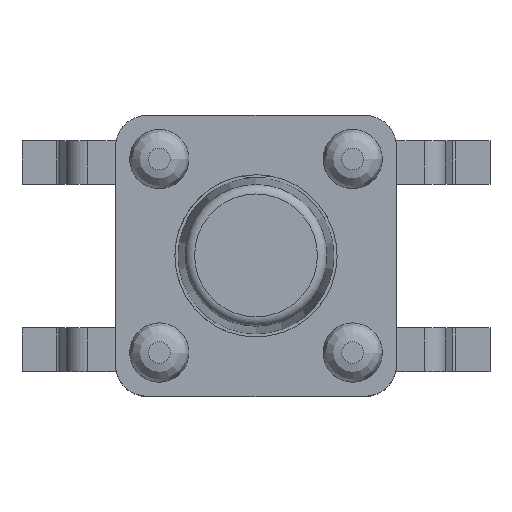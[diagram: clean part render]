
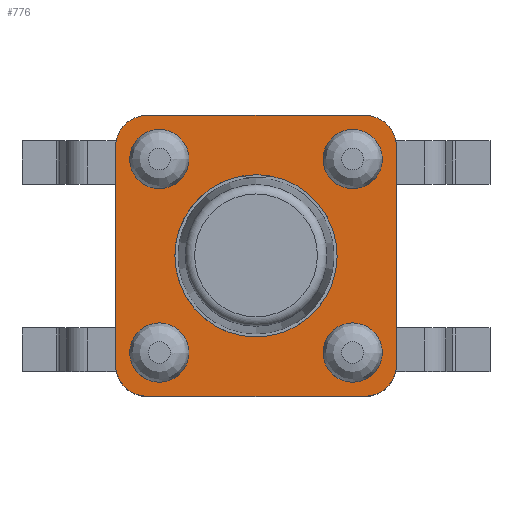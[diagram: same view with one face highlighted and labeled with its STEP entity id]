
A CAD part, top view. The second image highlights one B-rep face of the part: STEP entity #776.
In plain terms, the highlighted planar face has unit normal (0, 0, 1).
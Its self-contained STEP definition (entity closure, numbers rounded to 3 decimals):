
#776 = ADVANCED_FACE('',(#777,#847,#858,#869,#880,#891),#911,.T.);
#777 = FACE_BOUND('',#778,.T.);
#778 = EDGE_LOOP('',(#779,#790,#798,#807,#815,#824,#832,#841));
#779 = ORIENTED_EDGE('',*,*,#780,.F.);
#780 = EDGE_CURVE('',#781,#783,#785,.T.);
#781 = VERTEX_POINT('',#782);
#782 = CARTESIAN_POINT('',(1.75,2.25,3.));
#783 = VERTEX_POINT('',#784);
#784 = CARTESIAN_POINT('',(2.25,1.75,3.));
#785 = CIRCLE('',#786,0.5);
#786 = AXIS2_PLACEMENT_3D('',#787,#788,#789);
#787 = CARTESIAN_POINT('',(1.75,1.75,3.));
#788 = DIRECTION('',(0.,0.,-1.));
#789 = DIRECTION('',(0.707,0.707,0.));
#790 = ORIENTED_EDGE('',*,*,#791,.F.);
#791 = EDGE_CURVE('',#792,#781,#794,.T.);
#792 = VERTEX_POINT('',#793);
#793 = CARTESIAN_POINT('',(-1.75,2.25,3.));
#794 = LINE('',#795,#796);
#795 = CARTESIAN_POINT('',(-1.75,2.25,3.));
#796 = VECTOR('',#797,1.);
#797 = DIRECTION('',(1.,0.,0.));
#798 = ORIENTED_EDGE('',*,*,#799,.F.);
#799 = EDGE_CURVE('',#800,#792,#802,.T.);
#800 = VERTEX_POINT('',#801);
#801 = CARTESIAN_POINT('',(-2.25,1.75,3.));
#802 = CIRCLE('',#803,0.5);
#803 = AXIS2_PLACEMENT_3D('',#804,#805,#806);
#804 = CARTESIAN_POINT('',(-1.75,1.75,3.));
#805 = DIRECTION('',(0.,0.,-1.));
#806 = DIRECTION('',(-0.707,0.707,0.));
#807 = ORIENTED_EDGE('',*,*,#808,.F.);
#808 = EDGE_CURVE('',#809,#800,#811,.T.);
#809 = VERTEX_POINT('',#810);
#810 = CARTESIAN_POINT('',(-2.25,-1.75,3.));
#811 = LINE('',#812,#813);
#812 = CARTESIAN_POINT('',(-2.25,-1.75,3.));
#813 = VECTOR('',#814,1.);
#814 = DIRECTION('',(0.,1.,0.));
#815 = ORIENTED_EDGE('',*,*,#816,.F.);
#816 = EDGE_CURVE('',#817,#809,#819,.T.);
#817 = VERTEX_POINT('',#818);
#818 = CARTESIAN_POINT('',(-1.75,-2.25,3.));
#819 = CIRCLE('',#820,0.5);
#820 = AXIS2_PLACEMENT_3D('',#821,#822,#823);
#821 = CARTESIAN_POINT('',(-1.75,-1.75,3.));
#822 = DIRECTION('',(0.,0.,-1.));
#823 = DIRECTION('',(-0.707,-0.707,-0.));
#824 = ORIENTED_EDGE('',*,*,#825,.F.);
#825 = EDGE_CURVE('',#826,#817,#828,.T.);
#826 = VERTEX_POINT('',#827);
#827 = CARTESIAN_POINT('',(1.75,-2.25,3.));
#828 = LINE('',#829,#830);
#829 = CARTESIAN_POINT('',(1.75,-2.25,3.));
#830 = VECTOR('',#831,1.);
#831 = DIRECTION('',(-1.,0.,0.));
#832 = ORIENTED_EDGE('',*,*,#833,.F.);
#833 = EDGE_CURVE('',#834,#826,#836,.T.);
#834 = VERTEX_POINT('',#835);
#835 = CARTESIAN_POINT('',(2.25,-1.75,3.));
#836 = CIRCLE('',#837,0.5);
#837 = AXIS2_PLACEMENT_3D('',#838,#839,#840);
#838 = CARTESIAN_POINT('',(1.75,-1.75,3.));
#839 = DIRECTION('',(0.,0.,-1.));
#840 = DIRECTION('',(0.707,-0.707,0.));
#841 = ORIENTED_EDGE('',*,*,#842,.F.);
#842 = EDGE_CURVE('',#783,#834,#843,.T.);
#843 = LINE('',#844,#845);
#844 = CARTESIAN_POINT('',(2.25,1.75,3.));
#845 = VECTOR('',#846,1.);
#846 = DIRECTION('',(0.,-1.,0.));
#847 = FACE_BOUND('',#848,.T.);
#848 = EDGE_LOOP('',(#849));
#849 = ORIENTED_EDGE('',*,*,#850,.F.);
#850 = EDGE_CURVE('',#851,#851,#853,.T.);
#851 = VERTEX_POINT('',#852);
#852 = CARTESIAN_POINT('',(-1.075,1.55,3.));
#853 = CIRCLE('',#854,0.475);
#854 = AXIS2_PLACEMENT_3D('',#855,#856,#857);
#855 = CARTESIAN_POINT('',(-1.55,1.55,3.));
#856 = DIRECTION('',(0.,0.,1.));
#857 = DIRECTION('',(-1.,0.,0.));
#858 = FACE_BOUND('',#859,.T.);
#859 = EDGE_LOOP('',(#860));
#860 = ORIENTED_EDGE('',*,*,#861,.F.);
#861 = EDGE_CURVE('',#862,#862,#864,.T.);
#862 = VERTEX_POINT('',#863);
#863 = CARTESIAN_POINT('',(2.025,1.55,3.));
#864 = CIRCLE('',#865,0.475);
#865 = AXIS2_PLACEMENT_3D('',#866,#867,#868);
#866 = CARTESIAN_POINT('',(1.55,1.55,3.));
#867 = DIRECTION('',(0.,0.,1.));
#868 = DIRECTION('',(-1.,0.,0.));
#869 = FACE_BOUND('',#870,.T.);
#870 = EDGE_LOOP('',(#871));
#871 = ORIENTED_EDGE('',*,*,#872,.F.);
#872 = EDGE_CURVE('',#873,#873,#875,.T.);
#873 = VERTEX_POINT('',#874);
#874 = CARTESIAN_POINT('',(2.025,-1.55,3.));
#875 = CIRCLE('',#876,0.475);
#876 = AXIS2_PLACEMENT_3D('',#877,#878,#879);
#877 = CARTESIAN_POINT('',(1.55,-1.55,3.));
#878 = DIRECTION('',(0.,0.,1.));
#879 = DIRECTION('',(-1.,0.,0.));
#880 = FACE_BOUND('',#881,.T.);
#881 = EDGE_LOOP('',(#882));
#882 = ORIENTED_EDGE('',*,*,#883,.F.);
#883 = EDGE_CURVE('',#884,#884,#886,.T.);
#884 = VERTEX_POINT('',#885);
#885 = CARTESIAN_POINT('',(-1.075,-1.55,3.));
#886 = CIRCLE('',#887,0.475);
#887 = AXIS2_PLACEMENT_3D('',#888,#889,#890);
#888 = CARTESIAN_POINT('',(-1.55,-1.55,3.));
#889 = DIRECTION('',(0.,0.,1.));
#890 = DIRECTION('',(-1.,0.,0.));
#891 = FACE_BOUND('',#892,.T.);
#892 = EDGE_LOOP('',(#893,#904));
#893 = ORIENTED_EDGE('',*,*,#894,.T.);
#894 = EDGE_CURVE('',#895,#897,#899,.T.);
#895 = VERTEX_POINT('',#896);
#896 = CARTESIAN_POINT('',(-1.3,0.,3.));
#897 = VERTEX_POINT('',#898);
#898 = CARTESIAN_POINT('',(0.236,1.278,3.));
#899 = CIRCLE('',#900,1.3);
#900 = AXIS2_PLACEMENT_3D('',#901,#902,#903);
#901 = CARTESIAN_POINT('',(0.,0.,3.));
#902 = DIRECTION('',(0.,0.,-1.));
#903 = DIRECTION('',(1.,0.,0.));
#904 = ORIENTED_EDGE('',*,*,#905,.T.);
#905 = EDGE_CURVE('',#897,#895,#906,.T.);
#906 = CIRCLE('',#907,1.3);
#907 = AXIS2_PLACEMENT_3D('',#908,#909,#910);
#908 = CARTESIAN_POINT('',(0.,0.,3.));
#909 = DIRECTION('',(0.,0.,-1.));
#910 = DIRECTION('',(1.,0.,0.));
#911 = PLANE('',#912);
#912 = AXIS2_PLACEMENT_3D('',#913,#914,#915);
#913 = CARTESIAN_POINT('',(2.475,2.475,3.));
#914 = DIRECTION('',(0.,0.,1.));
#915 = DIRECTION('',(1.,0.,0.));
